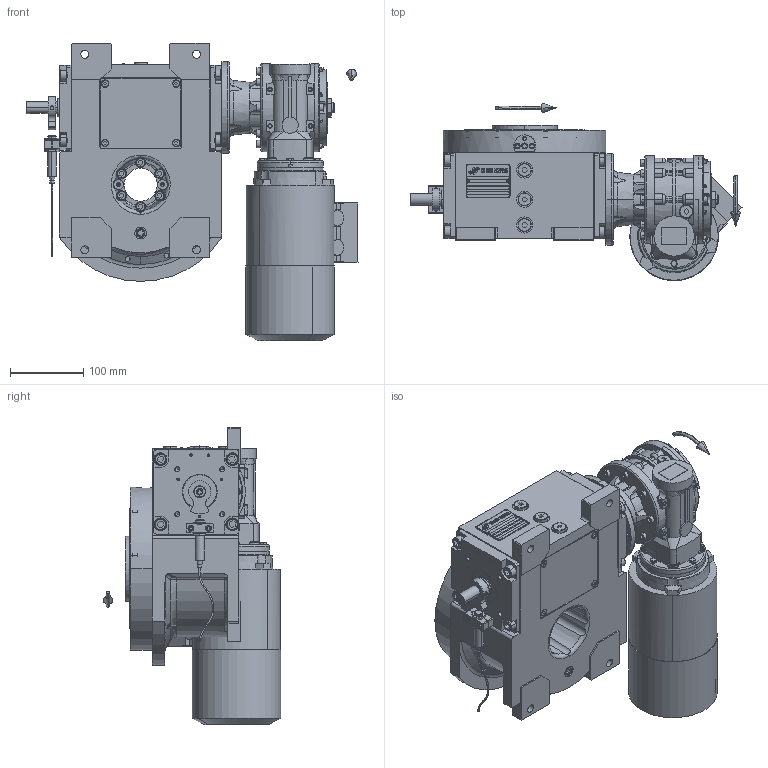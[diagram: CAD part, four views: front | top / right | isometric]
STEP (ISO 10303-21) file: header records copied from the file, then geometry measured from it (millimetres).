
FILE_DESCRIPTION (( 'STEP AP203' ), '1' );
FILE_NAME ('PC5200526.step', '2024-09-18T07:33:55', ( '' ), ( '' ), 'SwSTEP 2.0', 'SolidWorks 2020', '' );
FILE_SCHEMA (( 'CONFIG_CONTROL_DESIGN' ));
Length unit declared in the file: millimetre
Products named in the file (86): cfn2000_01_103; cfn2151_01_109; AS_rig06_017; olio_agip_blasia_150; 900_38_30_003; CFN2223_01-570X6-B^rig06_071_06_m_asm(2)_rig06_071_06_m_asm.stp; rig06_002_bl_001; cfn2003_01_054; cfn2128_04_004; rig06_001_a; cfn2400_04_003; AS_rig06_016; cfn2155_01_303; rig06_004_s_001; freccia_angolare; CFN2000_01_185^RIG06_005_ASM_rig06_071_06_m_asm(2)_rig06_071_06_m_asm.stp; cfn2000_01_126; cfn2010_01_015.prt; CFN2104_02_017^RIG06_005_ASM_rig06_071_06_m_asm(2)_rig06_071_06_m_asm.stp; rig06_007_master; cfn2107_01_001; cfn2104_01_016; cfn2158_01_011; AS_900_38_30_003; CFN2203_02_001^rig06_071_06_m_asm(2)_rig06_071_06_m_asm.stp; AS_rig06_002_bl_001; cfn2476_01_002_60x46; cfn2000_01_124; PC5200526; CFN2356_03_047^rig06_071_06_m_asm(2)_rig06_071_06_m_asm.stp; rig06_004; cfn2077_01_018; freccia_angolare_albero; CFN2010_02_002^rig06_071_06_m_asm(2)_rig06_071_06_m_asm.stp; cfn2401_01_003; cfn2151_01_090; BM63B14; AS_rig06_004; rig06_016; cfn2155_01_056 ...
Assembly tree (79 placements, depth 5):
  cfn2151_01_109
  olio_agip_blasia_150
  CFN2223_01-570X6-B^rig06_071_06_m_asm(2)_rig06_071_06_m_asm.stp
  rig06_007_master
  CFN2203_02_001^rig06_071_06_m_asm(2)_rig06_071_06_m_asm.stp
Bounding box: 453.13 x 241.99 x 405.99 mm (x, y, z)
Volume: 6024347.2 mm3; surface area: 1099129.8 mm2
Topology: 69 solids, 71 shells, 3754 faces, 9490 edges, 6066 vertices
Faces by surface type: plane 1696, cylinder 1288, cone 567, torus 175, bspline 22, sphere 6
Entity records: 132573 total; most frequent: CARTESIAN_POINT 36061, DIRECTION 18426, ORIENTED_EDGE 18112, EDGE_CURVE 9058, AXIS2_PLACEMENT_3D 6712, VERTEX_POINT 5861, VECTOR 5002, LINE 5002
